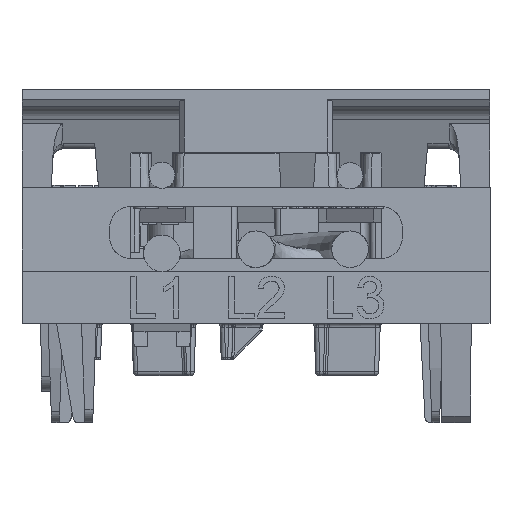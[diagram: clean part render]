
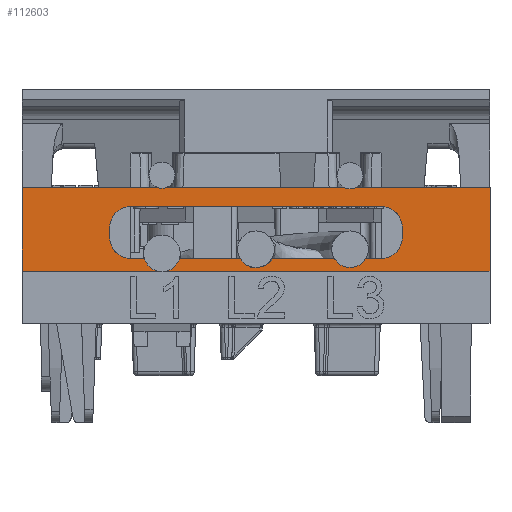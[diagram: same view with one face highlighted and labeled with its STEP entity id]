
A CAD part, front view. The second image highlights one B-rep face of the part: STEP entity #112603.
In plain terms, the highlighted planar face has unit normal (0, -1, 0).
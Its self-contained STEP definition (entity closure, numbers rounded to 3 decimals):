
#32 = CIRCLE ( 'NONE', #101987, 2. ) ;
#509 = DIRECTION ( 'NONE',  ( 0., 0., -1. ) ) ;
#2753 = ORIENTED_EDGE ( 'NONE', *, *, #185786, .T. ) ;
#3779 = VERTEX_POINT ( 'NONE', #171534 ) ;
#5116 = EDGE_CURVE ( 'NONE', #117678, #78396, #222124, .T. ) ;
#5291 = LINE ( 'NONE', #102282, #135147 ) ;
#7295 = LINE ( 'NONE', #176644, #189783 ) ;
#12343 = DIRECTION ( 'NONE',  ( 0., 1., 0. ) ) ;
#16934 = CARTESIAN_POINT ( 'NONE',  ( 12., 2., 9.2 ) ) ;
#24087 = CARTESIAN_POINT ( 'NONE',  ( 12., 2., 6.2 ) ) ;
#25168 = CARTESIAN_POINT ( 'NONE',  ( 14., 2., 8.2 ) ) ;
#26212 = ORIENTED_EDGE ( 'NONE', *, *, #73409, .T. ) ;
#28597 = PLANE ( 'NONE',  #101886 ) ;
#29696 = VERTEX_POINT ( 'NONE', #213386 ) ;
#30991 = LINE ( 'NONE', #44832, #188682 ) ;
#33753 = VERTEX_POINT ( 'NONE', #84975 ) ;
#34608 = DIRECTION ( 'NONE',  ( 0., 0., 1. ) ) ;
#35803 = VECTOR ( 'NONE', #112866, 1000. ) ;
#39096 = DIRECTION ( 'NONE',  ( 0., 1., 0. ) ) ;
#40603 = VECTOR ( 'NONE', #49647, 1000. ) ;
#42643 = LINE ( 'NONE', #98345, #84184 ) ;
#42726 = CARTESIAN_POINT ( 'NONE',  ( -22.4, 2., 13. ) ) ;
#44832 = CARTESIAN_POINT ( 'NONE',  ( 22.4, 2., 5. ) ) ;
#46533 = VERTEX_POINT ( 'NONE', #89331 ) ;
#48548 = ORIENTED_EDGE ( 'NONE', *, *, #128120, .F. ) ;
#48700 = CIRCLE ( 'NONE', #107483, 2. ) ;
#49647 = DIRECTION ( 'NONE',  ( 0., 0., -1. ) ) ;
#51325 = EDGE_CURVE ( 'NONE', #78396, #106053, #144764, .T. ) ;
#51982 = VERTEX_POINT ( 'NONE', #25168 ) ;
#54405 = VERTEX_POINT ( 'NONE', #24087 ) ;
#63189 = CIRCLE ( 'NONE', #99137, 2. ) ;
#70011 = EDGE_CURVE ( 'NONE', #51982, #54405, #48700, .T. ) ;
#71103 = ORIENTED_EDGE ( 'NONE', *, *, #224318, .T. ) ;
#72022 = EDGE_CURVE ( 'NONE', #46533, #117678, #32, .T. ) ;
#72865 = ORIENTED_EDGE ( 'NONE', *, *, #5116, .T. ) ;
#73409 = EDGE_CURVE ( 'NONE', #195106, #29696, #7295, .T. ) ;
#78271 = ORIENTED_EDGE ( 'NONE', *, *, #131197, .F. ) ;
#78396 = VERTEX_POINT ( 'NONE', #226112 ) ;
#78696 = CARTESIAN_POINT ( 'NONE',  ( 22.4, 2., 5. ) ) ;
#81134 = VECTOR ( 'NONE', #190095, 1000. ) ;
#84184 = VECTOR ( 'NONE', #151737, 1000. ) ;
#84216 = CARTESIAN_POINT ( 'NONE',  ( -14., 2., -23.058 ) ) ;
#84975 = CARTESIAN_POINT ( 'NONE',  ( 14., 2., 9.2 ) ) ;
#85205 = CARTESIAN_POINT ( 'NONE',  ( 22.4, 2., 5. ) ) ;
#86689 = EDGE_LOOP ( 'NONE', ( #26212, #188117, #78271, #2753 ) ) ;
#89331 = CARTESIAN_POINT ( 'NONE',  ( -12., 2., 6.2 ) ) ;
#91873 = CARTESIAN_POINT ( 'NONE',  ( 12., 2., 8.2 ) ) ;
#93246 = LINE ( 'NONE', #85205, #40603 ) ;
#95079 = CARTESIAN_POINT ( 'NONE',  ( -14., 2., 11.2 ) ) ;
#97048 = EDGE_LOOP ( 'NONE', ( #72865, #148396, #71103, #221595, #48548, #171537, #215049, #105774 ) ) ;
#98345 = CARTESIAN_POINT ( 'NONE',  ( 22.4, 2., 13. ) ) ;
#98756 = LINE ( 'NONE', #116613, #192807 ) ;
#99137 = AXIS2_PLACEMENT_3D ( 'NONE', #16934, #140481, #34608 ) ;
#101886 = AXIS2_PLACEMENT_3D ( 'NONE', #118126, #12343, #135985 ) ;
#101915 = DIRECTION ( 'NONE',  ( 0., 1., 0. ) ) ;
#101987 = AXIS2_PLACEMENT_3D ( 'NONE', #145017, #39096, #162831 ) ;
#102282 = CARTESIAN_POINT ( 'NONE',  ( -14., 2., 6.2 ) ) ;
#105774 = ORIENTED_EDGE ( 'NONE', *, *, #72022, .T. ) ;
#106053 = VERTEX_POINT ( 'NONE', #216062 ) ;
#107483 = AXIS2_PLACEMENT_3D ( 'NONE', #91873, #215553, #109627 ) ;
#109627 = DIRECTION ( 'NONE',  ( 0., 0., 1. ) ) ;
#112603 = ADVANCED_FACE ( 'NONE', ( #155571, #161061 ), #28597, .F. ) ;
#112866 = DIRECTION ( 'NONE',  ( 1., 0., 0. ) ) ;
#116613 = CARTESIAN_POINT ( 'NONE',  ( 14., 2., -23.058 ) ) ;
#117554 = CARTESIAN_POINT ( 'NONE',  ( -14., 2., 8.2 ) ) ;
#117678 = VERTEX_POINT ( 'NONE', #117554 ) ;
#118126 = CARTESIAN_POINT ( 'NONE',  ( 22.4, 2., 5. ) ) ;
#119992 = DIRECTION ( 'NONE',  ( 1., 0., 0. ) ) ;
#120587 = CARTESIAN_POINT ( 'NONE',  ( 22.4, 2., 13. ) ) ;
#122092 = EDGE_CURVE ( 'NONE', #46533, #54405, #5291, .T. ) ;
#128120 = EDGE_CURVE ( 'NONE', #51982, #33753, #98756, .T. ) ;
#131197 = EDGE_CURVE ( 'NONE', #197838, #169888, #93246, .T. ) ;
#135147 = VECTOR ( 'NONE', #119992, 1000. ) ;
#135782 = EDGE_CURVE ( 'NONE', #169888, #29696, #30991, .T. ) ;
#135985 = DIRECTION ( 'NONE',  ( 0., 0., 1. ) ) ;
#140481 = DIRECTION ( 'NONE',  ( 0., 1., 0. ) ) ;
#144764 = CIRCLE ( 'NONE', #200187, 2. ) ;
#145017 = CARTESIAN_POINT ( 'NONE',  ( -12., 2., 8.2 ) ) ;
#148396 = ORIENTED_EDGE ( 'NONE', *, *, #51325, .T. ) ;
#151737 = DIRECTION ( 'NONE',  ( -1., 0., 0. ) ) ;
#153101 = DIRECTION ( 'NONE',  ( -1., 0., 0. ) ) ;
#155571 = FACE_BOUND ( 'NONE', #97048, .T. ) ;
#161061 = FACE_OUTER_BOUND ( 'NONE', #86689, .T. ) ;
#162831 = DIRECTION ( 'NONE',  ( 0., 0., 1. ) ) ;
#169888 = VERTEX_POINT ( 'NONE', #78696 ) ;
#171534 = CARTESIAN_POINT ( 'NONE',  ( 12., 2., 11.2 ) ) ;
#171537 = ORIENTED_EDGE ( 'NONE', *, *, #70011, .T. ) ;
#176644 = CARTESIAN_POINT ( 'NONE',  ( -22.4, 2., 5. ) ) ;
#185786 = EDGE_CURVE ( 'NONE', #197838, #195106, #42643, .T. ) ;
#188117 = ORIENTED_EDGE ( 'NONE', *, *, #135782, .F. ) ;
#188682 = VECTOR ( 'NONE', #153101, 1000. ) ;
#189783 = VECTOR ( 'NONE', #509, 1000. ) ;
#190095 = DIRECTION ( 'NONE',  ( 0., 0., 1. ) ) ;
#192807 = VECTOR ( 'NONE', #204010, 1000. ) ;
#195106 = VERTEX_POINT ( 'NONE', #42726 ) ;
#197838 = VERTEX_POINT ( 'NONE', #120587 ) ;
#200187 = AXIS2_PLACEMENT_3D ( 'NONE', #207876, #101915, #225568 ) ;
#204010 = DIRECTION ( 'NONE',  ( 0., 0., 1. ) ) ;
#207876 = CARTESIAN_POINT ( 'NONE',  ( -12., 2., 9.2 ) ) ;
#211398 = EDGE_CURVE ( 'NONE', #3779, #33753, #63189, .T. ) ;
#213386 = CARTESIAN_POINT ( 'NONE',  ( -22.4, 2., 5. ) ) ;
#215049 = ORIENTED_EDGE ( 'NONE', *, *, #122092, .F. ) ;
#215553 = DIRECTION ( 'NONE',  ( 0., 1., 0. ) ) ;
#216062 = CARTESIAN_POINT ( 'NONE',  ( -12., 2., 11.2 ) ) ;
#218372 = LINE ( 'NONE', #95079, #35803 ) ;
#221595 = ORIENTED_EDGE ( 'NONE', *, *, #211398, .T. ) ;
#222124 = LINE ( 'NONE', #84216, #81134 ) ;
#224318 = EDGE_CURVE ( 'NONE', #106053, #3779, #218372, .T. ) ;
#225568 = DIRECTION ( 'NONE',  ( 0., 0., 1. ) ) ;
#226112 = CARTESIAN_POINT ( 'NONE',  ( -14., 2., 9.2 ) ) ;
